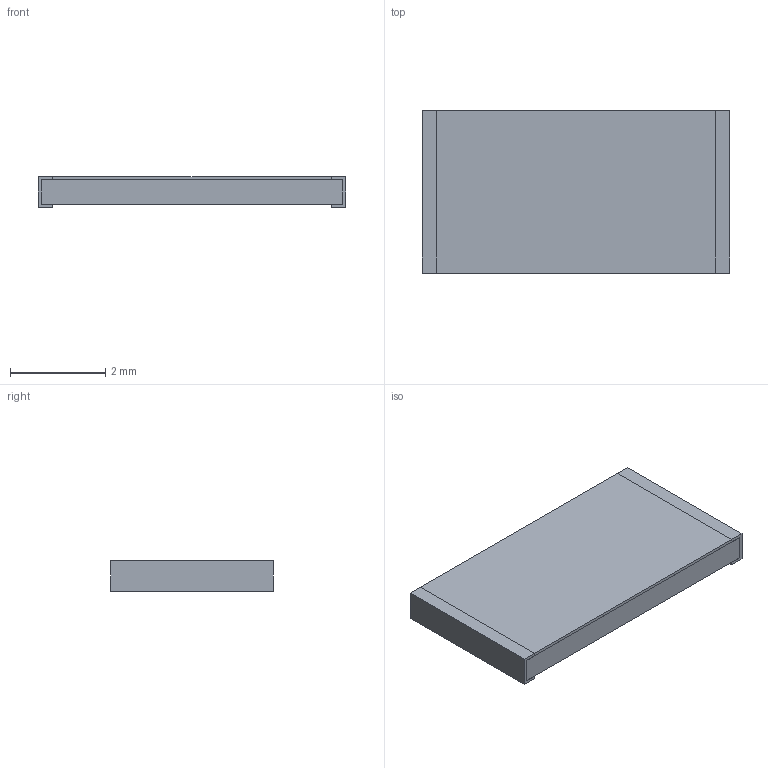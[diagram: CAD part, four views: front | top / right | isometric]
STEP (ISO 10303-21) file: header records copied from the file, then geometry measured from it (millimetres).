
FILE_DESCRIPTION(('Open CASCADE Model'),'2;1');
FILE_NAME('Open CASCADE Shape Model','2025-09-21T15:55:28',('Author'),( 'Open CASCADE'),'Open CASCADE STEP processor 7.5','Open CASCADE 7.5' ,'Unknown');
FILE_SCHEMA(('AUTOMOTIVE_DESIGN { 1 0 10303 214 1 1 1 1 }'));
Length unit declared in the file: millimetre
Products named in the file (5): RESC6432X06N.step; Mid Body; Terminal; Open CASCADE STEP translator 7.5 22.2.1; Mark
Assembly tree (5 placements, depth 3):
  RESC6432X06N.step
    Mid Body
    Terminal  x2
      Open CASCADE STEP translator 7.5 22.2.1
    Mark
Bounding box: 6.45 x 3.4 x 0.65 mm (x, y, z)
Volume: 13 mm3; surface area: 110.5 mm2
Topology: 4 solids, 4 shells, 32 faces, 72 edges, 48 vertices
Faces by surface type: plane 32
Entity records: 1331 total; most frequent: CARTESIAN_POINT 208, DIRECTION 196, LINE 140, VECTOR 140, ORIENTED_EDGE 96, PCURVE 96, DEFINITIONAL_REPRESENTATION 96, EDGE_CURVE 48
